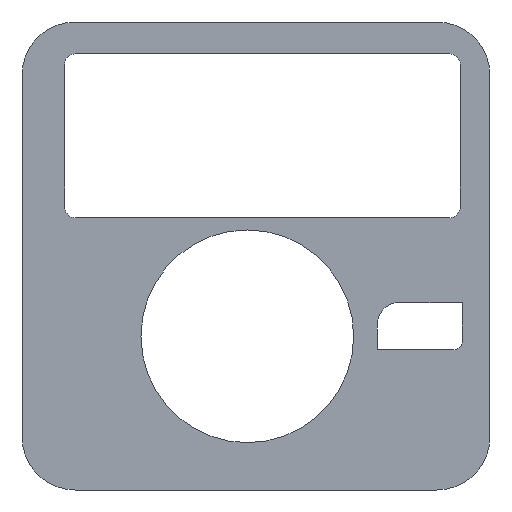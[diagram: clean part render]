
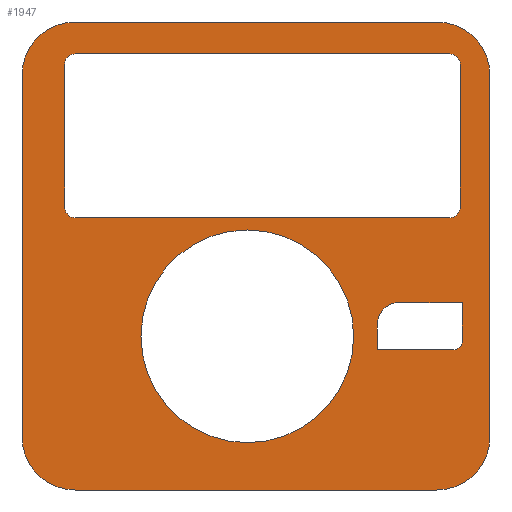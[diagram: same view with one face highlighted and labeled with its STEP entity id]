
A CAD part, front view. The second image highlights one B-rep face of the part: STEP entity #1947.
In plain terms, the highlighted planar face has unit normal (0, -1, 0).
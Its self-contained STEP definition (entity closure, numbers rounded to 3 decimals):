
#37=CIRCLE('',#2046,2.);
#38=CIRCLE('',#2049,5.);
#39=CIRCLE('',#2054,25.);
#40=CIRCLE('',#2057,2.5);
#41=CIRCLE('',#2060,2.5);
#42=CIRCLE('',#2063,2.5);
#43=CIRCLE('',#2066,2.5);
#44=CIRCLE('',#2069,12.5);
#45=CIRCLE('',#2072,12.5);
#46=CIRCLE('',#2075,12.5);
#47=CIRCLE('',#2078,12.5);
#55=FACE_BOUND('',#259,.T.);
#56=FACE_BOUND('',#260,.T.);
#57=FACE_BOUND('',#261,.T.);
#154=FACE_OUTER_BOUND('',#258,.T.);
#258=EDGE_LOOP('',(#1742,#1743,#1744,#1745,#1746,#1747,#1748,#1749));
#259=EDGE_LOOP('',(#1750,#1751,#1752,#1753,#1754,#1755));
#260=EDGE_LOOP('',(#1756));
#261=EDGE_LOOP('',(#1757,#1758,#1759,#1760,#1761,#1762,#1763,#1764));
#481=LINE('',#3040,#732);
#485=LINE('',#3050,#736);
#486=LINE('',#3052,#737);
#487=LINE('',#3054,#738);
#489=LINE('',#3062,#740);
#493=LINE('',#3071,#744);
#496=LINE('',#3079,#747);
#499=LINE('',#3087,#750);
#501=LINE('',#3094,#752);
#505=LINE('',#3103,#756);
#508=LINE('',#3111,#759);
#511=LINE('',#3119,#762);
#732=VECTOR('',#2474,10.);
#736=VECTOR('',#2484,10.);
#737=VECTOR('',#2487,10.);
#738=VECTOR('',#2490,10.);
#740=VECTOR('',#2498,10.);
#744=VECTOR('',#2508,10.);
#747=VECTOR('',#2517,10.);
#750=VECTOR('',#2526,10.);
#752=VECTOR('',#2534,10.);
#756=VECTOR('',#2544,10.);
#759=VECTOR('',#2553,10.);
#762=VECTOR('',#2562,10.);
#923=VERTEX_POINT('',#3032);
#924=VERTEX_POINT('',#3034);
#925=VERTEX_POINT('',#3038);
#926=VERTEX_POINT('',#3042);
#927=VERTEX_POINT('',#3044);
#928=VERTEX_POINT('',#3048);
#929=VERTEX_POINT('',#3056);
#930=VERTEX_POINT('',#3060);
#931=VERTEX_POINT('',#3061);
#932=VERTEX_POINT('',#3066);
#933=VERTEX_POINT('',#3070);
#934=VERTEX_POINT('',#3074);
#935=VERTEX_POINT('',#3078);
#936=VERTEX_POINT('',#3082);
#937=VERTEX_POINT('',#3086);
#938=VERTEX_POINT('',#3092);
#939=VERTEX_POINT('',#3093);
#940=VERTEX_POINT('',#3098);
#941=VERTEX_POINT('',#3102);
#942=VERTEX_POINT('',#3106);
#943=VERTEX_POINT('',#3110);
#944=VERTEX_POINT('',#3114);
#945=VERTEX_POINT('',#3118);
#1174=EDGE_CURVE('',#923,#924,#37,.T.);
#1177=EDGE_CURVE('',#923,#925,#481,.T.);
#1179=EDGE_CURVE('',#926,#927,#38,.T.);
#1182=EDGE_CURVE('',#926,#928,#485,.T.);
#1183=EDGE_CURVE('',#925,#927,#486,.T.);
#1184=EDGE_CURVE('',#928,#924,#487,.T.);
#1185=EDGE_CURVE('',#929,#929,#39,.T.);
#1187=EDGE_CURVE('',#930,#931,#489,.T.);
#1190=EDGE_CURVE('',#932,#930,#40,.T.);
#1192=EDGE_CURVE('',#933,#932,#493,.T.);
#1194=EDGE_CURVE('',#934,#933,#41,.T.);
#1196=EDGE_CURVE('',#935,#934,#496,.T.);
#1198=EDGE_CURVE('',#936,#935,#42,.T.);
#1200=EDGE_CURVE('',#937,#936,#499,.T.);
#1202=EDGE_CURVE('',#931,#937,#43,.T.);
#1203=EDGE_CURVE('',#938,#939,#501,.T.);
#1206=EDGE_CURVE('',#940,#938,#44,.T.);
#1208=EDGE_CURVE('',#941,#940,#505,.T.);
#1210=EDGE_CURVE('',#942,#941,#45,.T.);
#1212=EDGE_CURVE('',#943,#942,#508,.T.);
#1214=EDGE_CURVE('',#944,#943,#46,.T.);
#1216=EDGE_CURVE('',#945,#944,#511,.T.);
#1218=EDGE_CURVE('',#939,#945,#47,.T.);
#1742=ORIENTED_EDGE('',*,*,#1218,.F.);
#1743=ORIENTED_EDGE('',*,*,#1203,.F.);
#1744=ORIENTED_EDGE('',*,*,#1206,.F.);
#1745=ORIENTED_EDGE('',*,*,#1208,.F.);
#1746=ORIENTED_EDGE('',*,*,#1210,.F.);
#1747=ORIENTED_EDGE('',*,*,#1212,.F.);
#1748=ORIENTED_EDGE('',*,*,#1214,.F.);
#1749=ORIENTED_EDGE('',*,*,#1216,.F.);
#1750=ORIENTED_EDGE('',*,*,#1177,.T.);
#1751=ORIENTED_EDGE('',*,*,#1183,.T.);
#1752=ORIENTED_EDGE('',*,*,#1179,.F.);
#1753=ORIENTED_EDGE('',*,*,#1182,.T.);
#1754=ORIENTED_EDGE('',*,*,#1184,.T.);
#1755=ORIENTED_EDGE('',*,*,#1174,.F.);
#1756=ORIENTED_EDGE('',*,*,#1185,.T.);
#1757=ORIENTED_EDGE('',*,*,#1202,.F.);
#1758=ORIENTED_EDGE('',*,*,#1187,.F.);
#1759=ORIENTED_EDGE('',*,*,#1190,.F.);
#1760=ORIENTED_EDGE('',*,*,#1192,.F.);
#1761=ORIENTED_EDGE('',*,*,#1194,.F.);
#1762=ORIENTED_EDGE('',*,*,#1196,.F.);
#1763=ORIENTED_EDGE('',*,*,#1198,.F.);
#1764=ORIENTED_EDGE('',*,*,#1200,.F.);
#1850=PLANE('',#2080);
#1947=ADVANCED_FACE('',(#154,#55,#56,#57),#1850,.F.);
#2046=AXIS2_PLACEMENT_3D('',#3035,#2468,#2469);
#2049=AXIS2_PLACEMENT_3D('',#3045,#2478,#2479);
#2054=AXIS2_PLACEMENT_3D('',#3057,#2493,#2494);
#2057=AXIS2_PLACEMENT_3D('',#3067,#2503,#2504);
#2060=AXIS2_PLACEMENT_3D('',#3075,#2512,#2513);
#2063=AXIS2_PLACEMENT_3D('',#3083,#2521,#2522);
#2066=AXIS2_PLACEMENT_3D('',#3090,#2530,#2531);
#2069=AXIS2_PLACEMENT_3D('',#3099,#2539,#2540);
#2072=AXIS2_PLACEMENT_3D('',#3107,#2548,#2549);
#2075=AXIS2_PLACEMENT_3D('',#3115,#2557,#2558);
#2078=AXIS2_PLACEMENT_3D('',#3122,#2566,#2567);
#2080=AXIS2_PLACEMENT_3D('',#3124,#2570,#2571);
#2468=DIRECTION('center_axis',(0.,-1.,0.));
#2469=DIRECTION('ref_axis',(0.707,0.,-0.707));
#2474=DIRECTION('',(-1.,0.,0.));
#2478=DIRECTION('center_axis',(0.,-1.,0.));
#2479=DIRECTION('ref_axis',(-0.707,0.,0.707));
#2484=DIRECTION('',(1.,0.,0.));
#2487=DIRECTION('',(0.,0.,1.));
#2490=DIRECTION('',(0.,0.,-1.));
#2493=DIRECTION('center_axis',(0.,1.,0.));
#2494=DIRECTION('ref_axis',(1.,0.,0.));
#2498=DIRECTION('',(-1.,0.,0.));
#2503=DIRECTION('center_axis',(0.,-1.,0.));
#2504=DIRECTION('ref_axis',(0.,0.,1.));
#2508=DIRECTION('',(0.,0.,1.));
#2512=DIRECTION('center_axis',(0.,-1.,0.));
#2513=DIRECTION('ref_axis',(1.,0.,0.));
#2517=DIRECTION('',(1.,0.,0.));
#2521=DIRECTION('center_axis',(0.,-1.,0.));
#2522=DIRECTION('ref_axis',(0.,0.,-1.));
#2526=DIRECTION('',(0.,0.,-1.));
#2530=DIRECTION('center_axis',(0.,-1.,0.));
#2531=DIRECTION('ref_axis',(-1.,0.,0.));
#2534=DIRECTION('',(0.,0.,1.));
#2539=DIRECTION('center_axis',(0.,1.,0.));
#2540=DIRECTION('ref_axis',(0.,0.,-1.));
#2544=DIRECTION('',(-1.,0.,0.));
#2548=DIRECTION('center_axis',(0.,1.,0.));
#2549=DIRECTION('ref_axis',(1.,0.,0.));
#2553=DIRECTION('',(0.,0.,-1.));
#2557=DIRECTION('center_axis',(0.,1.,0.));
#2558=DIRECTION('ref_axis',(0.,0.,1.));
#2562=DIRECTION('',(1.,0.,0.));
#2566=DIRECTION('center_axis',(0.,1.,0.));
#2567=DIRECTION('ref_axis',(-1.,0.,0.));
#2570=DIRECTION('center_axis',(0.,1.,0.));
#2571=DIRECTION('ref_axis',(1.,0.,0.));
#3032=CARTESIAN_POINT('',(91.479,47.5,-71.8));
#3034=CARTESIAN_POINT('',(93.479,47.5,-69.8));
#3035=CARTESIAN_POINT('Origin',(91.479,47.5,-69.8));
#3038=CARTESIAN_POINT('',(73.556,47.5,-71.8));
#3040=CARTESIAN_POINT('',(59.278,47.5,-71.8));
#3042=CARTESIAN_POINT('',(78.556,47.5,-60.691));
#3044=CARTESIAN_POINT('',(73.556,47.5,-65.691));
#3045=CARTESIAN_POINT('Origin',(78.556,47.5,-65.691));
#3048=CARTESIAN_POINT('',(93.479,47.5,-60.691));
#3050=CARTESIAN_POINT('',(69.239,47.5,-60.691));
#3052=CARTESIAN_POINT('',(73.556,47.5,-55.221));
#3054=CARTESIAN_POINT('',(93.479,47.5,-60.775));
#3056=CARTESIAN_POINT('',(17.962,47.5,-68.629));
#3057=CARTESIAN_POINT('Origin',(42.962,47.5,-68.629));
#3060=CARTESIAN_POINT('',(90.499,47.5,-2.25));
#3061=CARTESIAN_POINT('',(2.5,47.5,-2.25));
#3062=CARTESIAN_POINT('',(2.5,47.5,-2.25));
#3066=CARTESIAN_POINT('',(92.999,47.5,-4.75));
#3067=CARTESIAN_POINT('Origin',(90.499,47.5,-4.75));
#3070=CARTESIAN_POINT('',(92.999,47.5,-38.25));
#3071=CARTESIAN_POINT('',(92.999,47.5,-4.75));
#3074=CARTESIAN_POINT('',(90.499,47.5,-40.75));
#3075=CARTESIAN_POINT('Origin',(90.499,47.5,-38.25));
#3078=CARTESIAN_POINT('',(2.5,47.5,-40.75));
#3079=CARTESIAN_POINT('',(90.499,47.5,-40.75));
#3082=CARTESIAN_POINT('',(0.,47.5,-38.25));
#3083=CARTESIAN_POINT('Origin',(2.5,47.5,-38.25));
#3086=CARTESIAN_POINT('',(0.,47.5,-4.75));
#3087=CARTESIAN_POINT('',(0.,47.5,-38.25));
#3090=CARTESIAN_POINT('Origin',(2.5,47.5,-4.75));
#3092=CARTESIAN_POINT('',(-10.,47.5,-92.25));
#3093=CARTESIAN_POINT('',(-10.,47.5,-7.25));
#3094=CARTESIAN_POINT('',(-10.,47.5,-92.25));
#3098=CARTESIAN_POINT('',(2.5,47.5,-104.75));
#3099=CARTESIAN_POINT('Origin',(2.5,47.5,-92.25));
#3102=CARTESIAN_POINT('',(87.5,47.5,-104.75));
#3103=CARTESIAN_POINT('',(87.5,47.5,-104.75));
#3106=CARTESIAN_POINT('',(100.,47.5,-92.25));
#3107=CARTESIAN_POINT('Origin',(87.5,47.5,-92.25));
#3110=CARTESIAN_POINT('',(100.,47.5,-7.25));
#3111=CARTESIAN_POINT('',(100.,47.5,-7.25));
#3114=CARTESIAN_POINT('',(87.5,47.5,5.25));
#3115=CARTESIAN_POINT('Origin',(87.5,47.5,-7.25));
#3118=CARTESIAN_POINT('',(2.5,47.5,5.25));
#3119=CARTESIAN_POINT('',(2.5,47.5,5.25));
#3122=CARTESIAN_POINT('Origin',(2.5,47.5,-7.25));
#3124=CARTESIAN_POINT('Origin',(45.,47.5,-49.75));
